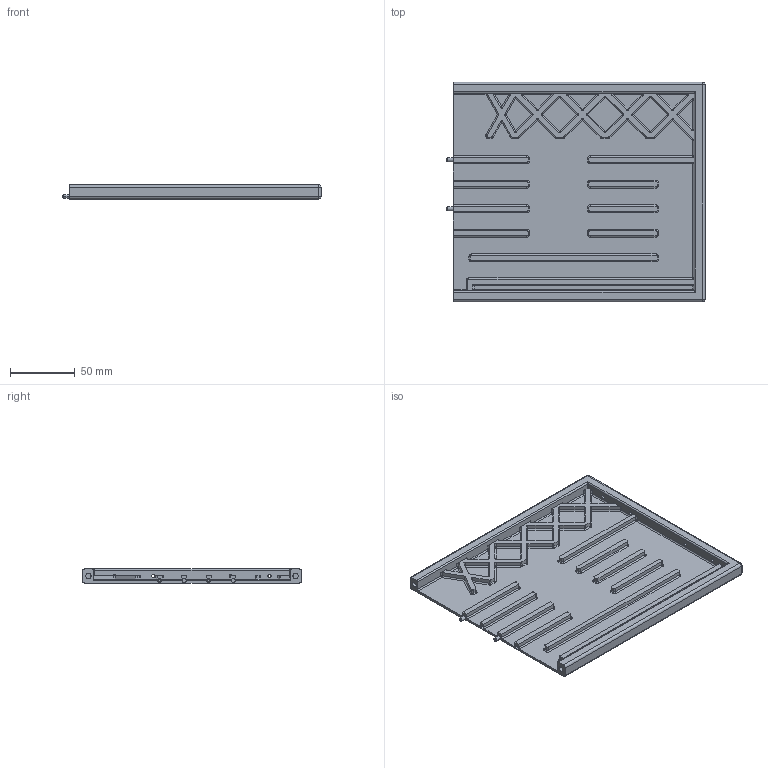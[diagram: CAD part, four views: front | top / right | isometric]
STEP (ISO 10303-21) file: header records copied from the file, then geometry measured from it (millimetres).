
FILE_DESCRIPTION(('Creo Elements/Direct Modeling STEP Export'),'2;1');
FILE_NAME('base_add_dx.stp','2025-11-27T16:46:26',(''),(''),'Creo Elements/Direct Modeling STEP processor for AP214 (Solid Model)','Creo Elements/Direct Modeling 19.0G 27-Nov-2017 (C) Parametric Technology GmbH','');
FILE_SCHEMA(('AUTOMOTIVE_DESIGN { 1 0 10303 214 1 1 1 1 }'));
Length unit declared in the file: millimetre
Products named in the file (2): BASE_ADDITIVE_DX
Assembly tree (1 placements, depth 2):
  BASE_ADDITIVE_DX
    BASE_ADDITIVE_DX
Bounding box: 200 x 170 x 11 mm (x, y, z)
Volume: 123375.7 mm3; surface area: 86728.8 mm2
Topology: 1 solids, 1 shells, 439 faces, 1072 edges, 595 vertices
Faces by surface type: cylinder 215, plane 124, sphere 54, torus 37, bspline 5, cone 4
Entity records: 12965 total; most frequent: CARTESIAN_POINT 2859, DIRECTION 2258, ORIENTED_EDGE 2032, EDGE_CURVE 1016, AXIS2_PLACEMENT_3D 866, VERTEX_POINT 595, VECTOR 526, LINE 526
